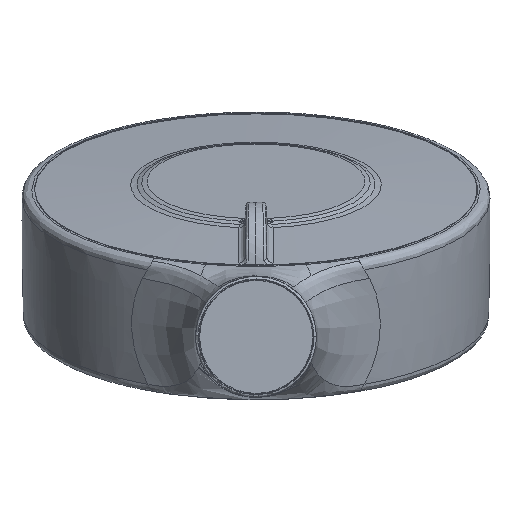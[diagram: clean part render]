
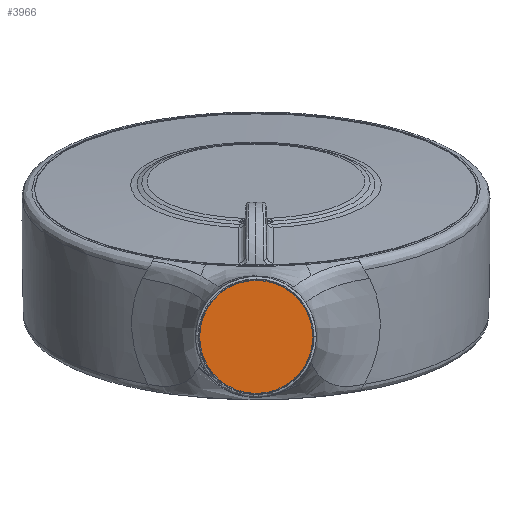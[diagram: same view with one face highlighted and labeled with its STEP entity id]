
A CAD part, front view. The second image highlights one B-rep face of the part: STEP entity #3966.
In plain terms, the highlighted planar face has unit normal (0, -1, 0).
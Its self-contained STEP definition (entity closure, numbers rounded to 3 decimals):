
#153 = CIRCLE ( 'NONE', #8920, 11.475 ) ;
#1371 = CARTESIAN_POINT ( 'NONE',  ( -0.3, -113.19, 11.361 ) ) ;
#1557 = EDGE_CURVE ( 'NONE', #2337, #2337, #153, .T. ) ;
#2337 = VERTEX_POINT ( 'NONE', #7112 ) ;
#3744 = DIRECTION ( 'NONE',  ( 0., -1., 0. ) ) ;
#3966 = ADVANCED_FACE ( 'NONE', ( #5556 ), #6630, .T. ) ;
#5360 = DIRECTION ( 'NONE',  ( 0., 0., 1. ) ) ;
#5366 = DIRECTION ( 'NONE',  ( 0., 1., 0. ) ) ;
#5370 = CARTESIAN_POINT ( 'NONE',  ( -0.3, -113.19, 0.061 ) ) ;
#5556 = FACE_OUTER_BOUND ( 'NONE', #6769, .T. ) ;
#6630 = PLANE ( 'NONE',  #6685 ) ;
#6685 = AXIS2_PLACEMENT_3D ( 'NONE', #1371, #3744, #8774 ) ;
#6769 = EDGE_LOOP ( 'NONE', ( #9113 ) ) ;
#7112 = CARTESIAN_POINT ( 'NONE',  ( -0.3, -113.19, 11.536 ) ) ;
#8774 = DIRECTION ( 'NONE',  ( 0., 0., -1. ) ) ;
#8920 = AXIS2_PLACEMENT_3D ( 'NONE', #5370, #5366, #5360 ) ;
#9113 = ORIENTED_EDGE ( 'NONE', *, *, #1557, .F. ) ;
